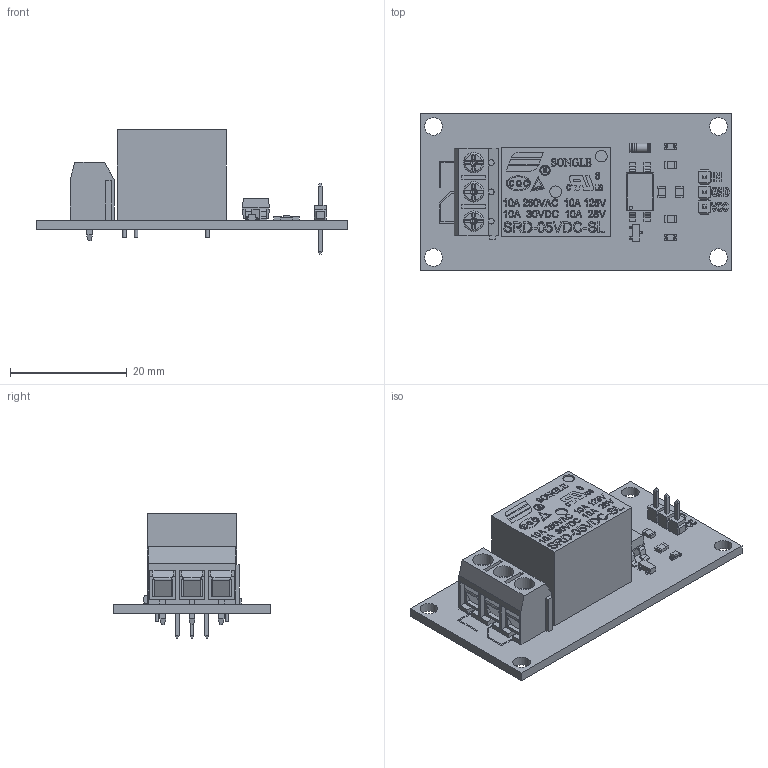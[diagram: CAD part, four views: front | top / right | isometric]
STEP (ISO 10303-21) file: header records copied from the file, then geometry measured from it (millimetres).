
FILE_DESCRIPTION(/* description */ (''),/* implementation_level */ '2;1');
FILE_NAME(/* name */ 'MODULO RELE 1 CANAL.step',/* time_stamp */ '2019-09-24T15:48:00-05:00',/* author */ (''),/* organization */ (''),/* preprocessor_version */ 'ST-DEVELOPER v18',/* originating_system */ 'Autodesk Translation Framework v8.6.0.1094',/* authorisation */ '');
FILE_SCHEMA (('AUTOMOTIVE_DESIGN { 1 0 10303 214 3 1 1 }'));
Products named in the file (10): Modulo RELE 1 canal; board^RelayBoard 1CH; pin_header_254-03-v; kit resistenze SMD; LED SMD 0805; PC-817 SMD; sot-23; diodo SMD SOD-80; Rele miniatura; Terminale a vite
Assembly tree (13 placements, depth 2):
  Modulo RELE 1 canal
    board^RelayBoard 1CH
    pin_header_254-03-v
    kit resistenze SMD  x4
    LED SMD 0805  x2
    PC-817 SMD
    sot-23
    diodo SMD SOD-80
    Rele miniatura
    Terminale a vite
Bounding box: 53.34 x 27.03 x 21.32 mm (x, y, z)
Volume: 7571 mm3; surface area: 7144.6 mm2
Topology: 39 solids, 113 shells, 1044 faces, 3265 edges, 2370 vertices
Faces by surface type: plane 641, cylinder 180, bspline 171, torus 52
Full cylindrical faces by diameter (mm): 0.508 x1, 0.6 x5, 1.5 x3, 1.6 x2, 2 x2, 3 x4, 3.4 x3, 3.5 x3
Entity records: 53549 total; most frequent: CARTESIAN_POINT 26969, ORIENTED_EDGE 5086, DIRECTION 4709, EDGE_CURVE 3013, VERTEX_POINT 2218, LINE 1705, VECTOR 1705, AXIS2_PLACEMENT_3D 1502
